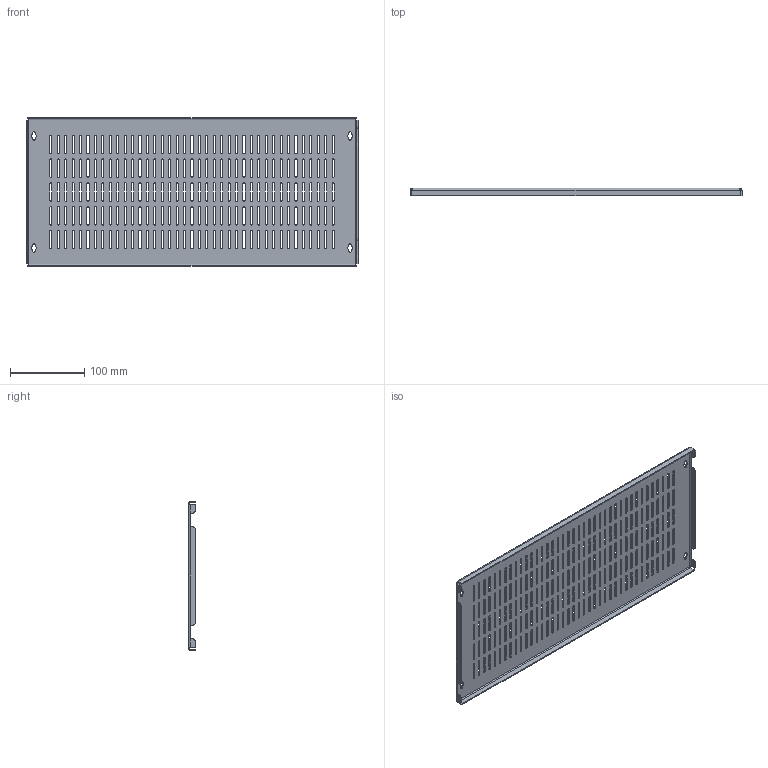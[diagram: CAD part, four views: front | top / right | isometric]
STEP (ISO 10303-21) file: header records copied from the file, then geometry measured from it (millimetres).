
FILE_DESCRIPTION (( 'STEP AP214' ), '1' );
FILE_NAME ('943.620.ﾑ.STEP', '2024-10-04T04:30:45', ( '' ), ( '' ), 'SwSTEP 2.0', 'SolidWorks 2021', '' );
FILE_SCHEMA (( 'AUTOMOTIVE_DESIGN' ));
Length unit declared in the file: millimetre
Products named in the file (1): 943.620.ﾑ
Bounding box: 447 x 10 x 200 mm (x, y, z)
Volume: 125911.4 mm3; surface area: 185774.9 mm2
Topology: 1 solids, 1 shells, 1093 faces, 3225 edges, 2134 vertices
Faces by surface type: cylinder 625, plane 460, bspline 8
Entity records: 38011 total; most frequent: CARTESIAN_POINT 6877, DIRECTION 6615, ORIENTED_EDGE 6450, EDGE_CURVE 3225, AXIS2_PLACEMENT_3D 2336, VERTEX_POINT 2134, LINE 1943, VECTOR 1943
